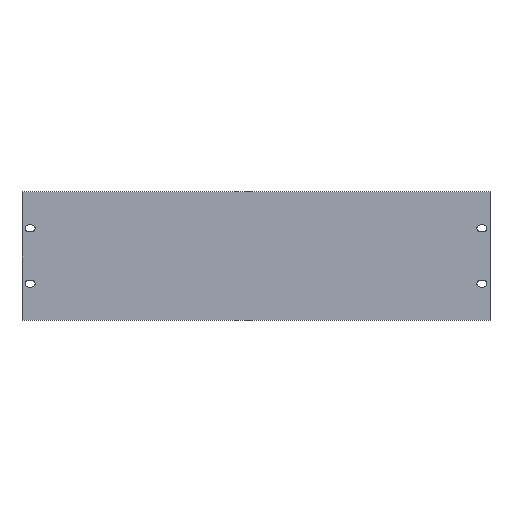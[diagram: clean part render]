
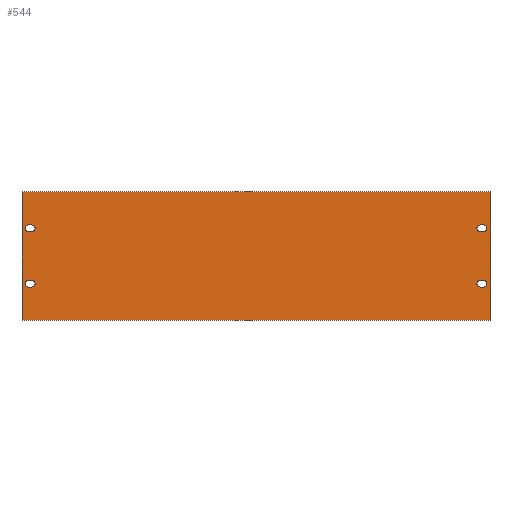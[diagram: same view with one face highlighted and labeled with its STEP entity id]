
A CAD part, top view. The second image highlights one B-rep face of the part: STEP entity #544.
In plain terms, the highlighted planar face has unit normal (0, 0, 1).
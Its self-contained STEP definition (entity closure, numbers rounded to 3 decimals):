
#149=DIRECTION('',(0.,-1.,0.));
#150=VECTOR('',#149,132.5);
#151=CARTESIAN_POINT('',(-241.3,66.25,1.));
#152=LINE('',#151,#150);
#153=DIRECTION('',(-1.,0.,0.));
#154=VECTOR('',#153,482.6);
#155=CARTESIAN_POINT('',(241.3,66.25,1.));
#156=LINE('',#155,#154);
#157=DIRECTION('',(0.,1.,0.));
#158=VECTOR('',#157,132.5);
#159=CARTESIAN_POINT('',(241.3,-66.25,1.));
#160=LINE('',#159,#158);
#161=DIRECTION('',(1.,0.,0.));
#162=VECTOR('',#161,482.6);
#163=CARTESIAN_POINT('',(-241.3,-66.25,1.));
#164=LINE('',#163,#162);
#165=CARTESIAN_POINT('',(-234.7,28.575,1.));
#166=DIRECTION('',(0.,0.,1.));
#167=DIRECTION('',(0.,1.,0.));
#168=AXIS2_PLACEMENT_3D('',#165,#166,#167);
#170=DIRECTION('',(1.,0.,0.));
#171=VECTOR('',#170,3.5);
#172=CARTESIAN_POINT('',(-234.7,25.175,1.));
#173=LINE('',#172,#171);
#174=CARTESIAN_POINT('',(-231.2,28.575,1.));
#175=DIRECTION('',(0.,0.,1.));
#176=DIRECTION('',(0.,-1.,0.));
#177=AXIS2_PLACEMENT_3D('',#174,#175,#176);
#179=DIRECTION('',(-1.,0.,0.));
#180=VECTOR('',#179,3.5);
#181=CARTESIAN_POINT('',(-231.2,31.975,1.));
#182=LINE('',#181,#180);
#183=CARTESIAN_POINT('',(234.7,28.575,1.));
#184=DIRECTION('',(0.,0.,-1.));
#185=DIRECTION('',(0.,1.,0.));
#186=AXIS2_PLACEMENT_3D('',#183,#184,#185);
#188=DIRECTION('',(1.,0.,0.));
#189=VECTOR('',#188,3.5);
#190=CARTESIAN_POINT('',(231.2,31.975,1.));
#191=LINE('',#190,#189);
#192=CARTESIAN_POINT('',(231.2,28.575,1.));
#193=DIRECTION('',(0.,0.,-1.));
#194=DIRECTION('',(0.,-1.,0.));
#195=AXIS2_PLACEMENT_3D('',#192,#193,#194);
#197=DIRECTION('',(-1.,0.,0.));
#198=VECTOR('',#197,3.5);
#199=CARTESIAN_POINT('',(234.7,25.175,1.));
#200=LINE('',#199,#198);
#201=CARTESIAN_POINT('',(-234.7,-28.575,1.));
#202=DIRECTION('',(0.,0.,-1.));
#203=DIRECTION('',(0.,-1.,0.));
#204=AXIS2_PLACEMENT_3D('',#201,#202,#203);
#206=DIRECTION('',(-1.,0.,0.));
#207=VECTOR('',#206,3.5);
#208=CARTESIAN_POINT('',(-231.2,-31.975,1.));
#209=LINE('',#208,#207);
#210=CARTESIAN_POINT('',(-231.2,-28.575,1.));
#211=DIRECTION('',(0.,0.,-1.));
#212=DIRECTION('',(0.,1.,0.));
#213=AXIS2_PLACEMENT_3D('',#210,#211,#212);
#215=DIRECTION('',(1.,0.,0.));
#216=VECTOR('',#215,3.5);
#217=CARTESIAN_POINT('',(-234.7,-25.175,1.));
#218=LINE('',#217,#216);
#219=CARTESIAN_POINT('',(234.7,-28.575,1.));
#220=DIRECTION('',(0.,0.,1.));
#221=DIRECTION('',(0.,-1.,0.));
#222=AXIS2_PLACEMENT_3D('',#219,#220,#221);
#224=DIRECTION('',(-1.,0.,0.));
#225=VECTOR('',#224,3.5);
#226=CARTESIAN_POINT('',(234.7,-25.175,1.));
#227=LINE('',#226,#225);
#228=CARTESIAN_POINT('',(231.2,-28.575,1.));
#229=DIRECTION('',(0.,0.,1.));
#230=DIRECTION('',(0.,1.,0.));
#231=AXIS2_PLACEMENT_3D('',#228,#229,#230);
#233=DIRECTION('',(1.,0.,0.));
#234=VECTOR('',#233,3.5);
#235=CARTESIAN_POINT('',(231.2,-31.975,1.));
#236=LINE('',#235,#234);
#309=CARTESIAN_POINT('',(-241.3,66.25,1.));
#310=CARTESIAN_POINT('',(-241.3,-66.25,1.));
#311=VERTEX_POINT('',#309);
#312=VERTEX_POINT('',#310);
#313=CARTESIAN_POINT('',(241.3,-66.25,1.));
#314=VERTEX_POINT('',#313);
#315=CARTESIAN_POINT('',(241.3,66.25,1.));
#316=VERTEX_POINT('',#315);
#325=CARTESIAN_POINT('',(-234.7,31.975,1.));
#326=CARTESIAN_POINT('',(-234.7,25.175,1.));
#327=VERTEX_POINT('',#325);
#328=VERTEX_POINT('',#326);
#329=CARTESIAN_POINT('',(-231.2,25.175,1.));
#330=VERTEX_POINT('',#329);
#331=CARTESIAN_POINT('',(-231.2,31.975,1.));
#332=VERTEX_POINT('',#331);
#333=CARTESIAN_POINT('',(234.7,31.975,1.));
#335=VERTEX_POINT('',#333);
#337=CARTESIAN_POINT('',(234.7,25.175,1.));
#339=VERTEX_POINT('',#337);
#341=CARTESIAN_POINT('',(231.2,25.175,1.));
#343=VERTEX_POINT('',#341);
#345=CARTESIAN_POINT('',(231.2,31.975,1.));
#347=VERTEX_POINT('',#345);
#349=CARTESIAN_POINT('',(-234.7,-31.975,1.));
#351=VERTEX_POINT('',#349);
#353=CARTESIAN_POINT('',(-234.7,-25.175,1.));
#355=VERTEX_POINT('',#353);
#357=CARTESIAN_POINT('',(-231.2,-25.175,1.));
#359=VERTEX_POINT('',#357);
#361=CARTESIAN_POINT('',(-231.2,-31.975,1.));
#363=VERTEX_POINT('',#361);
#365=CARTESIAN_POINT('',(234.7,-31.975,1.));
#367=VERTEX_POINT('',#365);
#369=CARTESIAN_POINT('',(234.7,-25.175,1.));
#371=VERTEX_POINT('',#369);
#373=CARTESIAN_POINT('',(231.2,-25.175,1.));
#375=VERTEX_POINT('',#373);
#377=CARTESIAN_POINT('',(231.2,-31.975,1.));
#379=VERTEX_POINT('',#377);
#493=CARTESIAN_POINT('',(0.,0.,1.));
#494=DIRECTION('',(0.,0.,1.));
#495=DIRECTION('',(1.,0.,0.));
#496=AXIS2_PLACEMENT_3D('',#493,#494,#495);
#497=PLANE('',#496);
#498=ORIENTED_EDGE('',*,*,#445,.F.);
#499=ORIENTED_EDGE('',*,*,#460,.F.);
#500=ORIENTED_EDGE('',*,*,#474,.F.);
#501=ORIENTED_EDGE('',*,*,#487,.F.);
#502=EDGE_LOOP('',(#498,#499,#500,#501));
#503=FACE_OUTER_BOUND('',#502,.F.);
#505=ORIENTED_EDGE('',*,*,#504,.T.);
#507=ORIENTED_EDGE('',*,*,#506,.T.);
#509=ORIENTED_EDGE('',*,*,#508,.T.);
#511=ORIENTED_EDGE('',*,*,#510,.T.);
#512=EDGE_LOOP('',(#505,#507,#509,#511));
#513=FACE_BOUND('',#512,.F.);
#515=ORIENTED_EDGE('',*,*,#514,.F.);
#517=ORIENTED_EDGE('',*,*,#516,.F.);
#519=ORIENTED_EDGE('',*,*,#518,.F.);
#521=ORIENTED_EDGE('',*,*,#520,.F.);
#522=EDGE_LOOP('',(#515,#517,#519,#521));
#523=FACE_BOUND('',#522,.F.);
#525=ORIENTED_EDGE('',*,*,#524,.F.);
#527=ORIENTED_EDGE('',*,*,#526,.F.);
#529=ORIENTED_EDGE('',*,*,#528,.F.);
#531=ORIENTED_EDGE('',*,*,#530,.F.);
#532=EDGE_LOOP('',(#525,#527,#529,#531));
#533=FACE_BOUND('',#532,.F.);
#535=ORIENTED_EDGE('',*,*,#534,.T.);
#537=ORIENTED_EDGE('',*,*,#536,.T.);
#539=ORIENTED_EDGE('',*,*,#538,.T.);
#541=ORIENTED_EDGE('',*,*,#540,.T.);
#542=EDGE_LOOP('',(#535,#537,#539,#541));
#543=FACE_BOUND('',#542,.F.);
#544=ADVANCED_FACE('',(#503,#513,#523,#533,#543),#497,.T.);
#169=CIRCLE('',#168,3.4);
#178=CIRCLE('',#177,3.4);
#187=CIRCLE('',#186,3.4);
#196=CIRCLE('',#195,3.4);
#205=CIRCLE('',#204,3.4);
#214=CIRCLE('',#213,3.4);
#223=CIRCLE('',#222,3.4);
#232=CIRCLE('',#231,3.4);
#445=EDGE_CURVE('',#311,#312,#152,.T.);
#460=EDGE_CURVE('',#316,#311,#156,.T.);
#474=EDGE_CURVE('',#314,#316,#160,.T.);
#487=EDGE_CURVE('',#312,#314,#164,.T.);
#504=EDGE_CURVE('',#327,#328,#169,.T.);
#506=EDGE_CURVE('',#328,#330,#173,.T.);
#508=EDGE_CURVE('',#330,#332,#178,.T.);
#510=EDGE_CURVE('',#332,#327,#182,.T.);
#514=EDGE_CURVE('',#335,#339,#187,.T.);
#516=EDGE_CURVE('',#347,#335,#191,.T.);
#518=EDGE_CURVE('',#343,#347,#196,.T.);
#520=EDGE_CURVE('',#339,#343,#200,.T.);
#524=EDGE_CURVE('',#351,#355,#205,.T.);
#526=EDGE_CURVE('',#363,#351,#209,.T.);
#528=EDGE_CURVE('',#359,#363,#214,.T.);
#530=EDGE_CURVE('',#355,#359,#218,.T.);
#534=EDGE_CURVE('',#367,#371,#223,.T.);
#536=EDGE_CURVE('',#371,#375,#227,.T.);
#538=EDGE_CURVE('',#375,#379,#232,.T.);
#540=EDGE_CURVE('',#379,#367,#236,.T.);
